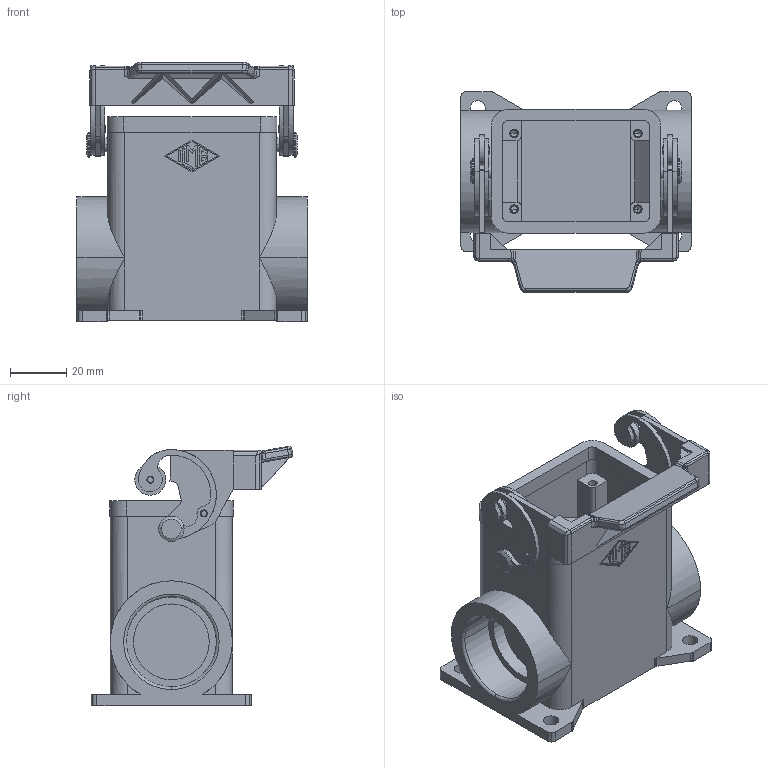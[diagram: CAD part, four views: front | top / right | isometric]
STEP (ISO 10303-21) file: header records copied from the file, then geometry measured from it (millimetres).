
FILE_DESCRIPTION(('Creo Elements/Direct Modeling STEP Export'),'2;1');
FILE_NAME('0ln7uvk49ao20p04132','2017-02-21T16:08:06',(''),(''),'PTC Creo Elements/Direct Modeling STEP processor for AP214 (Solid Model)','PTC Creo Elements/Direct Modeling 19.0E 27-Jun-2016 (C) Parametric Technology GmbH','');
FILE_SCHEMA(('AUTOMOTIVE_DESIGN { 1 0 10303 214 1 1 1 1 }'));
Length unit declared in the file: millimetre
Products named in the file (1): MAPE_06_L32
Bounding box: 82 x 71.7 x 92.42 mm (x, y, z)
Volume: 95436.7 mm3; surface area: 48954.6 mm2
Topology: 1 solids, 3 shells, 502 faces, 1329 edges, 855 vertices
Faces by surface type: plane 228, cylinder 214, torus 22, bspline 18, cone 16, sphere 4
Entity records: 22336 total; most frequent: CARTESIAN_POINT 5457, DIRECTION 2830, ORIENTED_EDGE 2630, EDGE_CURVE 1315, AXIS2_PLACEMENT_3D 1058, VERTEX_POINT 855, VECTOR 714, LINE 714
